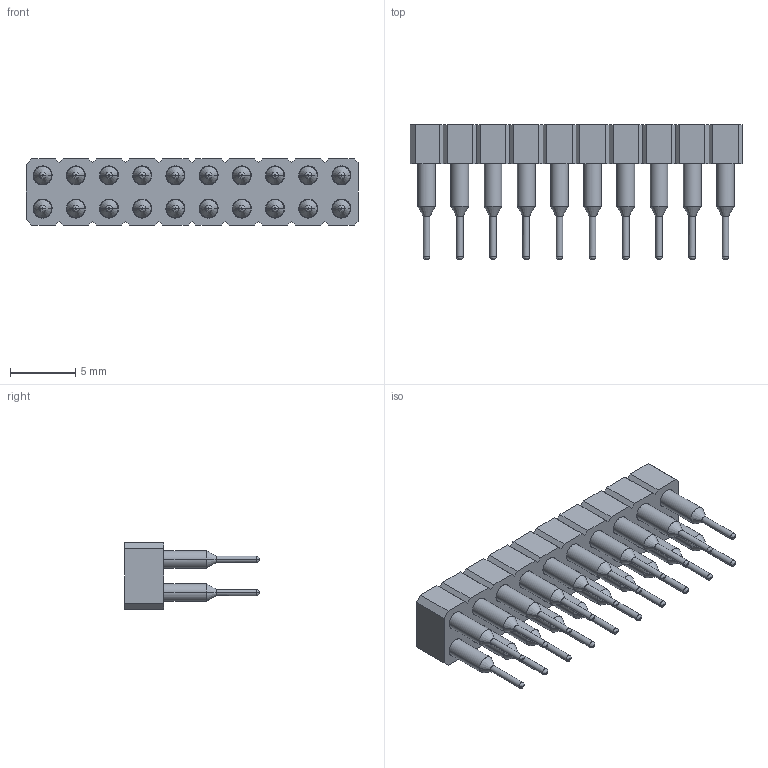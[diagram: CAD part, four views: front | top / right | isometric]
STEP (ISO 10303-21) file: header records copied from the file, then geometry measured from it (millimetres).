
FILE_DESCRIPTION( ('This file contains a STEP AP42 implementation' ,'as created by ZW3D STEP Interface translator.') ,'2;1' );
FILE_NAME( '3520-302XXSXX103X1.stp' ,'231016.1436 6', (''), ('ZWCAD Software Co.'), 'Version 1.0', 'ZW3D to STEP translator', '' );
FILE_SCHEMA(('AUTOMOTIVE_DESIGN { 1 0 10303 214 1 1 1 1 }'));
Length unit declared in the file: millimetre
Products named in the file (2): 0; 3520-30220SXX103X1
Bounding box: 25.4 x 10.3 x 5.08 mm (x, y, z)
Volume: 399.9 mm3; surface area: 1748.1 mm2
Topology: 1 solids, 21 shells, 1564 faces, 3866 edges, 2364 vertices
Faces by surface type: bspline 600, plane 524, cone 360, cylinder 80
Entity records: 81512 total; most frequent: CARTESIAN_POINT 53651, ORIENTED_EDGE 7732, EDGE_CURVE 3786, B_SPLINE_CURVE_WITH_KNOTS 3504, VERTEX_POINT 2364, DIRECTION 1932, EDGE_LOOP 1704, FACE_OUTER_BOUND 1564
